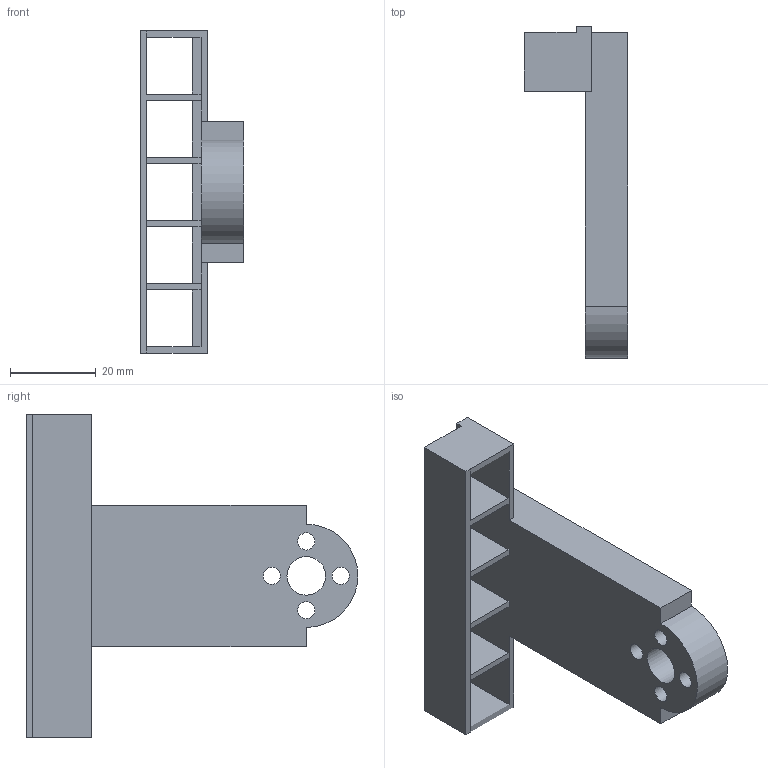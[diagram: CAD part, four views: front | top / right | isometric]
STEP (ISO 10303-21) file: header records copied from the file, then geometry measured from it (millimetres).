
FILE_DESCRIPTION(/* description */ (''),/* implementation_level */ '2;1');
FILE_NAME(/* name */ 'bracket-4.stp',/* time_stamp */ '2016-01-27T02:28:08-05:00',/* author */ ('lee2141'),/* organization */ (''),/* preprocessor_version */ 'ST-DEVELOPER v16.1',/* originating_system */ 'Autodesk Inventor 2016',/* authorisation */ '');
FILE_SCHEMA (('AUTOMOTIVE_DESIGN { 1 0 10303 214 3 1 1 }'));
Length unit declared in the file: millimetre
Products named in the file (1): bracket-4
Bounding box: 24.2 x 77.2 x 75 mm (x, y, z)
Volume: 26508.1 mm3; surface area: 13452.5 mm2
Topology: 1 solids, 1 shells, 53 faces, 173 edges, 112 vertices
Faces by surface type: plane 47, cylinder 6
Full cylindrical faces by diameter (mm): 4 x4, 9 x1
Entity records: 1898 total; most frequent: ORIENTED_EDGE 336, CARTESIAN_POINT 334, DIRECTION 288, EDGE_CURVE 168, LINE 156, VECTOR 156, VERTEX_POINT 112, EDGE_LOOP 68
